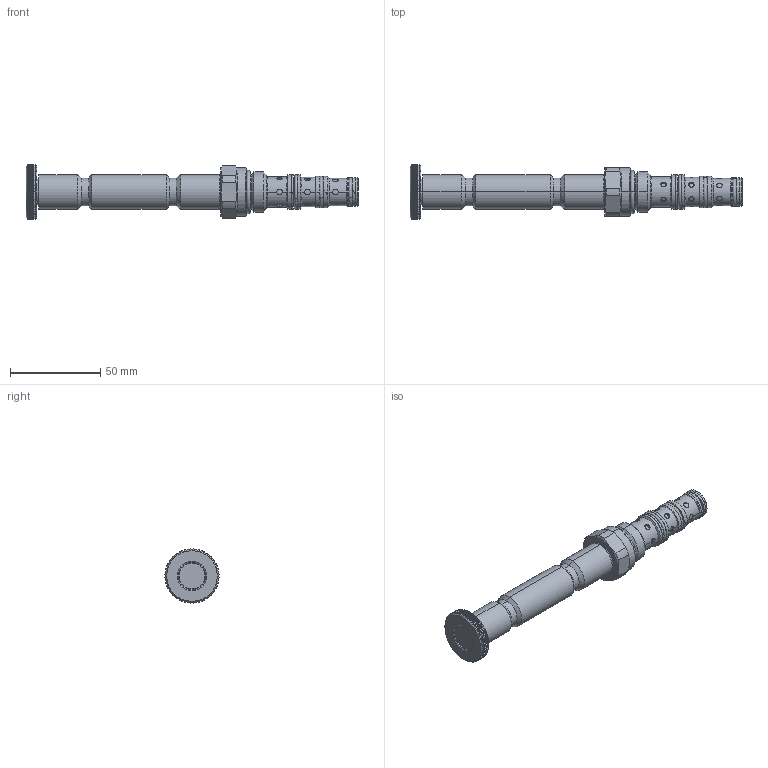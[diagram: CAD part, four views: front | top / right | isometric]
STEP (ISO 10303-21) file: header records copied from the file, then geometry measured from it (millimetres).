
FILE_DESCRIPTION((''),'2;1');
FILE_NAME('DNUC','2021-12-17T14:11:14',('AlainG'),('Sun Hydraulics LLC'),'CREO PARAMETRIC BY PTC INC, 2021072','CREO PARAMETRIC BY PTC INC, 2021072','');
FILE_SCHEMA(('AUTOMOTIVE_DESIGN { 1 0 10303 214 1 1 1 1 }'));
Length unit declared in the file: inch
Products named in the file (1): DNUC
Bounding box: 184 x 29.98 x 29.98 mm (x, y, z)
Volume: 54705.7 mm3; surface area: 14999.1 mm2
Topology: 1 solids, 1 shells, 463 faces, 1232 edges, 796 vertices
Faces by surface type: plane 215, cylinder 186, cone 46, torus 16
Entity records: 38230 total; most frequent: CARTESIAN_POINT 23085, ORIENTED_EDGE 2464, DIRECTION 2227, EDGE_CURVE 1232, AXIS2_PLACEMENT_3D 811, VERTEX_POINT 796, VECTOR 602, LINE 602
